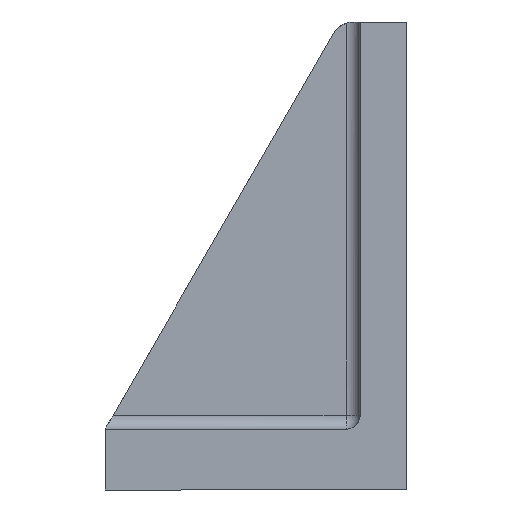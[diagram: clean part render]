
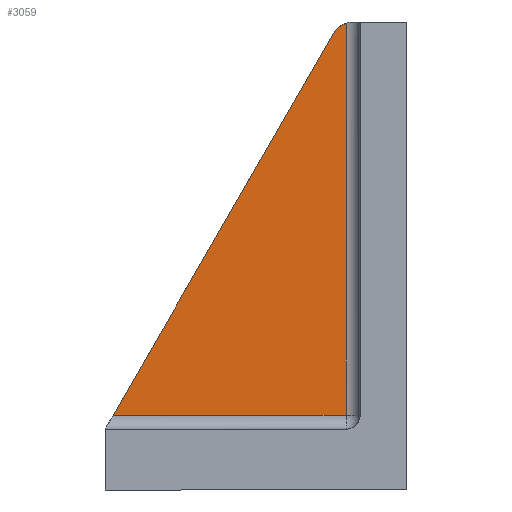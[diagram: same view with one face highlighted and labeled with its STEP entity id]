
A CAD part, front view. The second image highlights one B-rep face of the part: STEP entity #3059.
In plain terms, the highlighted planar face has unit normal (0, -1, 0).
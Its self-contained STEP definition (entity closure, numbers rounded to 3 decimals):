
#3059=ADVANCED_FACE('',(#8769),#8770,.F.);
#3455=VERTEX_POINT('',#9215);
#4763=EDGE_CURVE('',#5077,#7497,#10692,.T.);
#5077=VERTEX_POINT('',#11042);
#6493=VERTEX_POINT('',#12655);
#6821=EDGE_CURVE('',#6493,#3455,#13019,.T.);
#7497=VERTEX_POINT('',#13787);
#7831=EDGE_CURVE('',#5077,#6493,#14164,.T.);
#8469=EDGE_CURVE('',#3455,#7497,#14866,.T.);
#8769=FACE_OUTER_BOUND('',#15214,.T.);
#8770=PLANE('',#15215);
#9215=CARTESIAN_POINT('',(14.0,13.5,199.463));
#10692=LINE('',#17708,#17709);
#11042=CARTESIAN_POINT('',(-85.536,13.5,32.0));
#12655=CARTESIAN_POINT('',(8.572,13.5,195.0));
#13019=CIRCLE('',#20711,10.);
#13787=CARTESIAN_POINT('',(14.0,13.5,32.0));
#14164=LINE('',#22174,#22175);
#14866=LINE('',#23105,#23106);
#15214=EDGE_LOOP('',(#23482,#23483,#23484,#23485));
#15215=AXIS2_PLACEMENT_3D('',#23486,#23487,#23488);
#17708=CARTESIAN_POINT('',(-89.0,13.5,32.0));
#17709=VECTOR('',#26206,1.0);
#20711=AXIS2_PLACEMENT_3D('',#29537,#29538,#29539);
#22174=CARTESIAN_POINT('',(-51.328,13.5,91.25));
#22175=VECTOR('',#31154,1.0);
#23105=CARTESIAN_POINT('',(14.0,13.5,32.0));
#23106=VECTOR('',#32087,1.0);
#23482=ORIENTED_EDGE('',*,*,#6821,.F.);
#23483=ORIENTED_EDGE('',*,*,#7831,.F.);
#23484=ORIENTED_EDGE('',*,*,#4763,.T.);
#23485=ORIENTED_EDGE('',*,*,#8469,.F.);
#23486=CARTESIAN_POINT('',(-89.0,13.5,200.0));
#23487=DIRECTION('',(0.0,1.0,0.0));
#23488=DIRECTION('',(-1.0,0.0,0.0));
#26206=DIRECTION('',(1.0,0.0,0.0));
#29537=CARTESIAN_POINT('',(17.232,13.5,190.0));
#29538=DIRECTION('',(0.0,1.0,0.0));
#29539=DIRECTION('',(0.,0.0,1.0));
#31154=DIRECTION('',(0.5,0.0,0.866));
#32087=DIRECTION('',(0.0,0.0,-1.0));
